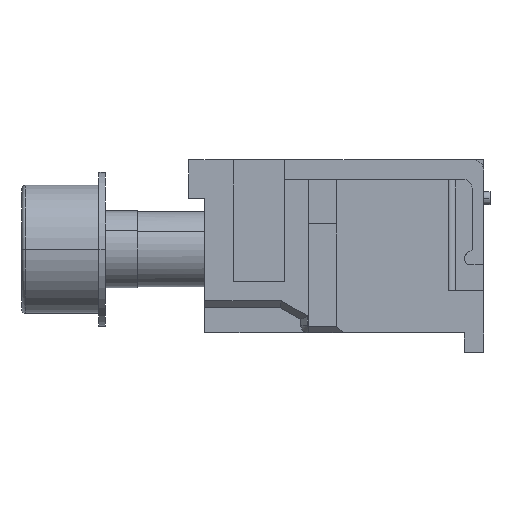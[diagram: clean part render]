
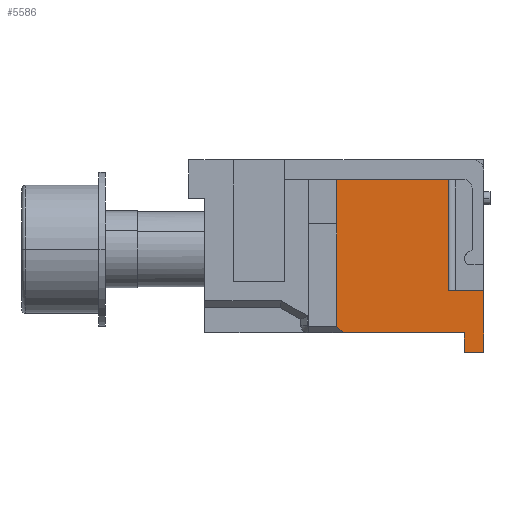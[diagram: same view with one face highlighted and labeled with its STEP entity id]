
A CAD part, left-side view. The second image highlights one B-rep face of the part: STEP entity #5586.
In plain terms, the highlighted planar face has unit normal (-1, 0, 0).
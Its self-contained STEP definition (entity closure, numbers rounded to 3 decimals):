
#353=DIRECTION('',(0.,-1.,0.));
#354=VECTOR('',#353,9.45);
#355=CARTESIAN_POINT('',(-32.,10.95,50.975));
#356=LINE('',#355,#354);
#912=DIRECTION('',(0.,1.,0.));
#913=VECTOR('',#912,8.75);
#914=CARTESIAN_POINT('',(-32.,2.7,62.975));
#915=LINE('',#914,#913);
#1489=DIRECTION('',(0.,0.707,0.707));
#1490=VECTOR('',#1489,0.707);
#1491=CARTESIAN_POINT('',(-32.,10.95,50.975));
#1492=LINE('',#1491,#1490);
#1493=DIRECTION('',(0.,0.,-1.));
#1494=VECTOR('',#1493,8.7);
#1495=CARTESIAN_POINT('',(-32.,2.7,62.975));
#1496=LINE('',#1495,#1494);
#1497=DIRECTION('',(0.,-1.,0.));
#1498=VECTOR('',#1497,2.7);
#1499=CARTESIAN_POINT('',(-32.,2.7,54.275));
#1500=LINE('',#1499,#1498);
#1501=DIRECTION('',(0.,0.,-1.));
#1502=VECTOR('',#1501,4.8);
#1503=CARTESIAN_POINT('',(-32.,0.,54.275));
#1504=LINE('',#1503,#1502);
#1505=DIRECTION('',(0.,1.,0.));
#1506=VECTOR('',#1505,1.5);
#1507=CARTESIAN_POINT('',(-32.,0.,49.475));
#1508=LINE('',#1507,#1506);
#1509=DIRECTION('',(0.,0.,1.));
#1510=VECTOR('',#1509,1.5);
#1511=CARTESIAN_POINT('',(-32.,1.5,49.475));
#1512=LINE('',#1511,#1510);
#1553=DIRECTION('',(0.,0.,-1.));
#1554=VECTOR('',#1553,3.5);
#1555=CARTESIAN_POINT('',(-32.,11.45,62.975));
#1556=LINE('',#1555,#1554);
#1573=DIRECTION('',(0.,0.,-1.));
#1574=VECTOR('',#1573,8.);
#1575=CARTESIAN_POINT('',(-32.,11.45,59.475));
#1576=LINE('',#1575,#1574);
#2321=CARTESIAN_POINT('',(-32.,0.,49.475));
#2322=VERTEX_POINT('',#2321);
#2323=CARTESIAN_POINT('',(-32.,0.,54.275));
#2324=VERTEX_POINT('',#2323);
#2341=CARTESIAN_POINT('',(-32.,1.5,49.475));
#2343=VERTEX_POINT('',#2341);
#2349=CARTESIAN_POINT('',(-32.,1.5,50.975));
#2351=VERTEX_POINT('',#2349);
#2417=CARTESIAN_POINT('',(-32.,2.7,54.275));
#2418=VERTEX_POINT('',#2417);
#2419=CARTESIAN_POINT('',(-32.,2.7,62.975));
#2420=VERTEX_POINT('',#2419);
#2455=CARTESIAN_POINT('',(-32.,10.95,50.975));
#2456=CARTESIAN_POINT('',(-32.,11.45,51.475));
#2457=VERTEX_POINT('',#2455);
#2458=VERTEX_POINT('',#2456);
#2459=CARTESIAN_POINT('',(-32.,11.45,59.475));
#2460=VERTEX_POINT('',#2459);
#2461=CARTESIAN_POINT('',(-32.,11.45,62.975));
#2462=VERTEX_POINT('',#2461);
#5566=CARTESIAN_POINT('',(-32.,5.725,56.225));
#5567=DIRECTION('',(1.,0.,0.));
#5568=DIRECTION('',(0.,0.,1.));
#5569=AXIS2_PLACEMENT_3D('',#5566,#5567,#5568);
#5570=PLANE('',#5569);
#5572=ORIENTED_EDGE('',*,*,#5571,.T.);
#5574=ORIENTED_EDGE('',*,*,#5573,.F.);
#5576=ORIENTED_EDGE('',*,*,#5575,.F.);
#5577=ORIENTED_EDGE('',*,*,#4467,.F.);
#5578=ORIENTED_EDGE('',*,*,#4558,.T.);
#5579=ORIENTED_EDGE('',*,*,#4606,.T.);
#5580=ORIENTED_EDGE('',*,*,#5471,.T.);
#5581=ORIENTED_EDGE('',*,*,#5526,.T.);
#5582=ORIENTED_EDGE('',*,*,#5554,.T.);
#5583=ORIENTED_EDGE('',*,*,#3282,.F.);
#5584=EDGE_LOOP('',(#5572,#5574,#5576,#5577,#5578,#5579,#5580,#5581,#5582,
#5583));
#5585=FACE_OUTER_BOUND('',#5584,.F.);
#3282=EDGE_CURVE('',#2457,#2351,#356,.T.);
#4467=EDGE_CURVE('',#2420,#2462,#915,.T.);
#4558=EDGE_CURVE('',#2420,#2418,#1496,.T.);
#4606=EDGE_CURVE('',#2418,#2324,#1500,.T.);
#5471=EDGE_CURVE('',#2324,#2322,#1504,.T.);
#5526=EDGE_CURVE('',#2322,#2343,#1508,.T.);
#5554=EDGE_CURVE('',#2343,#2351,#1512,.T.);
#5571=EDGE_CURVE('',#2457,#2458,#1492,.T.);
#5573=EDGE_CURVE('',#2460,#2458,#1576,.T.);
#5575=EDGE_CURVE('',#2462,#2460,#1556,.T.);
#5586=ADVANCED_FACE('',(#5585),#5570,.F.);
